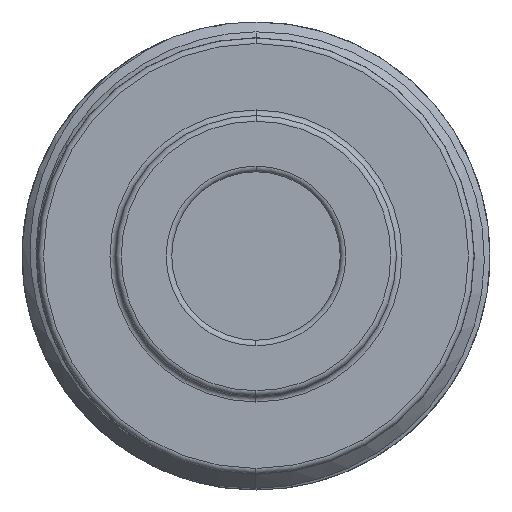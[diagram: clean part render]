
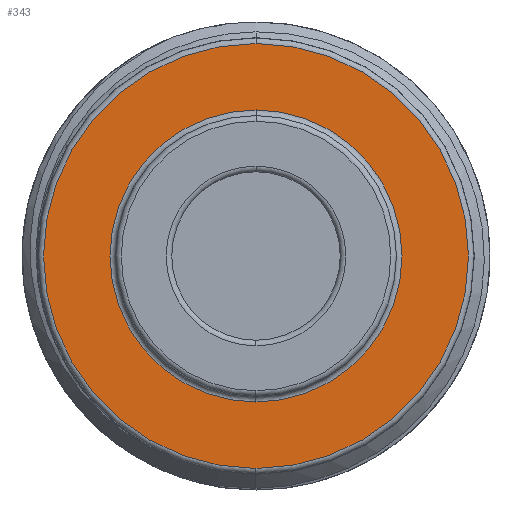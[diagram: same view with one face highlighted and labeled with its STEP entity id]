
A CAD part, front view. The second image highlights one B-rep face of the part: STEP entity #343.
In plain terms, the highlighted planar face has unit normal (0, -1, 0).
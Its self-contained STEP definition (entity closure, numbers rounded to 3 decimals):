
#67 = EDGE_LOOP ( 'NONE', ( #874, #7479 ) ) ;
#343 = ADVANCED_FACE ( 'NONE', ( #2663, #1007 ), #3782, .T. ) ;
#658 = EDGE_CURVE ( 'NONE', #5493, #5390, #2580, .T. ) ;
#874 = ORIENTED_EDGE ( 'NONE', *, *, #1955, .T. ) ;
#1007 = FACE_OUTER_BOUND ( 'NONE', #67, .T. ) ;
#1107 = CARTESIAN_POINT ( 'NONE',  ( 0., -31.7, 0. ) ) ;
#1318 = ORIENTED_EDGE ( 'NONE', *, *, #658, .T. ) ;
#1469 = VERTEX_POINT ( 'NONE', #3158 ) ;
#1694 = CIRCLE ( 'NONE', #5534, 11.35 ) ;
#1702 = CARTESIAN_POINT ( 'NONE',  ( 0., -31.7, 0. ) ) ;
#1742 = DIRECTION ( 'NONE',  ( 0., 0., -1. ) ) ;
#1899 = DIRECTION ( 'NONE',  ( 0., -1., 0. ) ) ;
#1955 = EDGE_CURVE ( 'NONE', #1469, #3099, #7381, .T. ) ;
#2317 = DIRECTION ( 'NONE',  ( 0., 0., -1. ) ) ;
#2495 = EDGE_CURVE ( 'NONE', #5390, #5493, #7868, .T. ) ;
#2580 = CIRCLE ( 'NONE', #4532, 7.8 ) ;
#2663 = FACE_BOUND ( 'NONE', #5140, .T. ) ;
#3071 = DIRECTION ( 'NONE',  ( 0., 1., 0. ) ) ;
#3099 = VERTEX_POINT ( 'NONE', #6366 ) ;
#3158 = CARTESIAN_POINT ( 'NONE',  ( 0., -31.7, -11.35 ) ) ;
#3336 = AXIS2_PLACEMENT_3D ( 'NONE', #1702, #6111, #2317 ) ;
#3352 = DIRECTION ( 'NONE',  ( 0., -1., 0. ) ) ;
#3782 = PLANE ( 'NONE',  #7648 ) ;
#4147 = ORIENTED_EDGE ( 'NONE', *, *, #2495, .T. ) ;
#4532 = AXIS2_PLACEMENT_3D ( 'NONE', #6851, #3071, #7490 ) ;
#5140 = EDGE_LOOP ( 'NONE', ( #1318, #4147 ) ) ;
#5390 = VERTEX_POINT ( 'NONE', #6130 ) ;
#5493 = VERTEX_POINT ( 'NONE', #7432 ) ;
#5520 = DIRECTION ( 'NONE',  ( 0., -1., 0. ) ) ;
#5534 = AXIS2_PLACEMENT_3D ( 'NONE', #1107, #5520, #1742 ) ;
#5611 = AXIS2_PLACEMENT_3D ( 'NONE', #7142, #3352, #7776 ) ;
#6111 = DIRECTION ( 'NONE',  ( 0., 1., 0. ) ) ;
#6130 = CARTESIAN_POINT ( 'NONE',  ( 0., -31.7, 7.8 ) ) ;
#6318 = DIRECTION ( 'NONE',  ( 0., 0., -1. ) ) ;
#6366 = CARTESIAN_POINT ( 'NONE',  ( 0., -31.7, 11.35 ) ) ;
#6851 = CARTESIAN_POINT ( 'NONE',  ( 0., -31.7, 0. ) ) ;
#7142 = CARTESIAN_POINT ( 'NONE',  ( 0., -31.7, 0. ) ) ;
#7381 = CIRCLE ( 'NONE', #5611, 11.35 ) ;
#7432 = CARTESIAN_POINT ( 'NONE',  ( 0., -31.7, -7.8 ) ) ;
#7479 = ORIENTED_EDGE ( 'NONE', *, *, #8028, .T. ) ;
#7490 = DIRECTION ( 'NONE',  ( 0., 0., -1. ) ) ;
#7648 = AXIS2_PLACEMENT_3D ( 'NONE', #8207, #1899, #6318 ) ;
#7776 = DIRECTION ( 'NONE',  ( 0., 0., -1. ) ) ;
#7868 = CIRCLE ( 'NONE', #3336, 7.8 ) ;
#8028 = EDGE_CURVE ( 'NONE', #3099, #1469, #1694, .T. ) ;
#8207 = CARTESIAN_POINT ( 'NONE',  ( 0., -31.7, 0. ) ) ;
